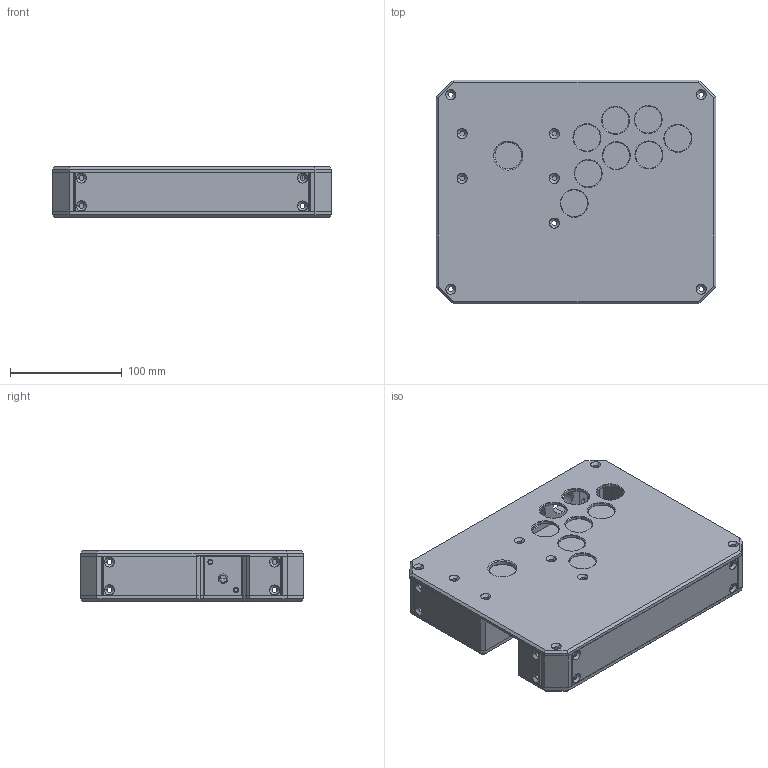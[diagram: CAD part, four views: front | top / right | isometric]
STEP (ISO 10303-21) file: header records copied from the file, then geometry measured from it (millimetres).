
FILE_DESCRIPTION(/* description */ (''),/* implementation_level */ '2;1');
FILE_NAME(/* name */ 'OSM-Mini Link',/* time_stamp */ '2024-11-17T16:29:36-05:00',/* author */ (''),/* organization */ (''),/* preprocessor_version */ 'ST-DEVELOPER v19.2',/* originating_system */ 'Rhino 8.11',/* authorisation */ '');
FILE_SCHEMA (('CONFIG_CONTROL_DESIGN'));
Length unit declared in the file: millimetre
Products named in the file (1): Document
Bounding box: 250 x 200 x 45 mm (x, y, z)
Volume: 755556.6 mm3; surface area: 309315.8 mm2
Topology: 12 solids, 12 shells, 691 faces, 1790 edges, 1138 vertices
Faces by surface type: plane 323, cylinder 192, bspline 176
Entity records: 22600 total; most frequent: CARTESIAN_POINT 8062, ORIENTED_EDGE 3580, EDGE_CURVE 1790, DIRECTION 1657, VERTEX_POINT 1138, B_SPLINE_CURVE_WITH_KNOTS 1135, AXIS2_PLACEMENT_3D 1086, EDGE_LOOP 850
